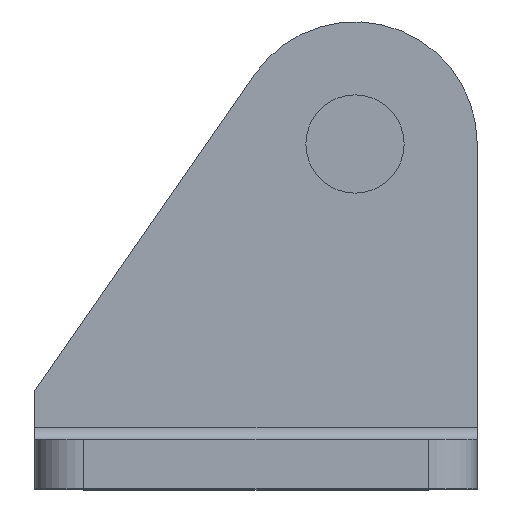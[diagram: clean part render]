
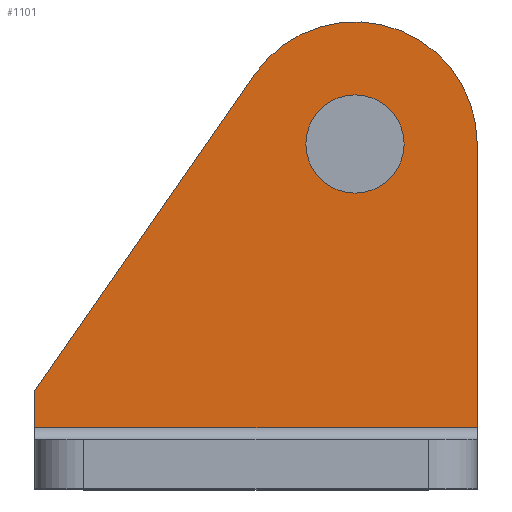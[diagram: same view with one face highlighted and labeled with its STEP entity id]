
A CAD part, top view. The second image highlights one B-rep face of the part: STEP entity #1101.
In plain terms, the highlighted planar face has unit normal (0, 0, 1).
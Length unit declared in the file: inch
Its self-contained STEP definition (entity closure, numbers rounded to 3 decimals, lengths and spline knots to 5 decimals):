
#61 = DIRECTION ( 'NONE',  ( 0., -1., 0. ) ) ;
#112 = CARTESIAN_POINT ( 'NONE',  ( -1.12598, 0.15598, 0.37598 ) ) ;
#155 = CIRCLE ( 'NONE', #486, 0.12402 ) ;
#156 = CIRCLE ( 'NONE', #566, 0.12402 ) ;
#160 = EDGE_CURVE ( 'NONE', #281, #719, #1464, .T. ) ;
#240 = ORIENTED_EDGE ( 'NONE', *, *, #1034, .F. ) ;
#251 = CARTESIAN_POINT ( 'NONE',  ( -0.56646, 1.05541, 0.37598 ) ) ;
#252 = CARTESIAN_POINT ( 'NONE',  ( -0.31102, 0.87795, 0.37598 ) ) ;
#265 = CARTESIAN_POINT ( 'NONE',  ( -0.31102, 0.87795, 0.37598 ) ) ;
#281 = VERTEX_POINT ( 'NONE', #1695 ) ;
#290 = DIRECTION ( 'NONE',  ( -0.571, -0.821, 0. ) ) ;
#292 = DIRECTION ( 'NONE',  ( 0., 0., 1. ) ) ;
#309 = FACE_BOUND ( 'NONE', #1079, .T. ) ;
#347 = ORIENTED_EDGE ( 'NONE', *, *, #160, .T. ) ;
#351 = VECTOR ( 'NONE', #483, 39.37008 ) ;
#366 = EDGE_LOOP ( 'NONE', ( #1226, #1109, #347, #727, #1371 ) ) ;
#399 = DIRECTION ( 'NONE',  ( 1., 0., 0. ) ) ;
#406 = PLANE ( 'NONE',  #931 ) ;
#453 = CIRCLE ( 'NONE', #1319, 0.31102 ) ;
#483 = DIRECTION ( 'NONE',  ( -1., 0., 0. ) ) ;
#486 = AXIS2_PLACEMENT_3D ( 'NONE', #663, #1622, #794 ) ;
#538 = DIRECTION ( 'NONE',  ( 1., 0., 0. ) ) ;
#566 = AXIS2_PLACEMENT_3D ( 'NONE', #1104, #292, #1236 ) ;
#583 = FACE_OUTER_BOUND ( 'NONE', #366, .T. ) ;
#655 = VECTOR ( 'NONE', #61, 39.37008 ) ;
#663 = CARTESIAN_POINT ( 'NONE',  ( -0.31102, 0.87795, 0.37598 ) ) ;
#681 = LINE ( 'NONE', #1375, #1361 ) ;
#719 = VERTEX_POINT ( 'NONE', #1266 ) ;
#727 = ORIENTED_EDGE ( 'NONE', *, *, #1547, .T. ) ;
#736 = EDGE_CURVE ( 'NONE', #1496, #1008, #1714, .T. ) ;
#775 = VECTOR ( 'NONE', #850, 39.37008 ) ;
#794 = DIRECTION ( 'NONE',  ( 1., 0., 0. ) ) ;
#850 = DIRECTION ( 'NONE',  ( 0., 1., 0. ) ) ;
#910 = CARTESIAN_POINT ( 'NONE',  ( -1.12598, 0.25, 0.37598 ) ) ;
#931 = AXIS2_PLACEMENT_3D ( 'NONE', #265, #938, #538 ) ;
#938 = DIRECTION ( 'NONE',  ( 0., 0., 1. ) ) ;
#1004 = CARTESIAN_POINT ( 'NONE',  ( -1.12598, 0.25, 0.37598 ) ) ;
#1008 = VERTEX_POINT ( 'NONE', #112 ) ;
#1025 = VERTEX_POINT ( 'NONE', #251 ) ;
#1034 = EDGE_CURVE ( 'NONE', #1169, #1515, #155, .T. ) ;
#1079 = EDGE_LOOP ( 'NONE', ( #240, #1676 ) ) ;
#1091 = CARTESIAN_POINT ( 'NONE',  ( -0.43504, 0.87795, 0.37598 ) ) ;
#1101 = ADVANCED_FACE ( 'NONE', ( #309, #583 ), #406, .T. ) ;
#1104 = CARTESIAN_POINT ( 'NONE',  ( -0.31102, 0.87795, 0.37598 ) ) ;
#1109 = ORIENTED_EDGE ( 'NONE', *, *, #1376, .F. ) ;
#1169 = VERTEX_POINT ( 'NONE', #1091 ) ;
#1192 = EDGE_CURVE ( 'NONE', #1025, #1496, #681, .T. ) ;
#1199 = DIRECTION ( 'NONE',  ( 0., 0., 1. ) ) ;
#1226 = ORIENTED_EDGE ( 'NONE', *, *, #736, .T. ) ;
#1236 = DIRECTION ( 'NONE',  ( 1., 0., 0. ) ) ;
#1266 = CARTESIAN_POINT ( 'NONE',  ( 0., 0.87795, 0.37598 ) ) ;
#1284 = LINE ( 'NONE', #1290, #351 ) ;
#1290 = CARTESIAN_POINT ( 'NONE',  ( 0., 0.15598, 0.37598 ) ) ;
#1319 = AXIS2_PLACEMENT_3D ( 'NONE', #252, #1199, #399 ) ;
#1361 = VECTOR ( 'NONE', #290, 39.37008 ) ;
#1371 = ORIENTED_EDGE ( 'NONE', *, *, #1192, .T. ) ;
#1375 = CARTESIAN_POINT ( 'NONE',  ( -0.56646, 1.05541, 0.37598 ) ) ;
#1376 = EDGE_CURVE ( 'NONE', #281, #1008, #1284, .T. ) ;
#1464 = LINE ( 'NONE', #1685, #775 ) ;
#1496 = VERTEX_POINT ( 'NONE', #910 ) ;
#1515 = VERTEX_POINT ( 'NONE', #1747 ) ;
#1547 = EDGE_CURVE ( 'NONE', #719, #1025, #453, .T. ) ;
#1622 = DIRECTION ( 'NONE',  ( 0., 0., 1. ) ) ;
#1676 = ORIENTED_EDGE ( 'NONE', *, *, #1700, .F. ) ;
#1685 = CARTESIAN_POINT ( 'NONE',  ( 0., 0., 0.37598 ) ) ;
#1695 = CARTESIAN_POINT ( 'NONE',  ( 0., 0.15598, 0.37598 ) ) ;
#1700 = EDGE_CURVE ( 'NONE', #1515, #1169, #156, .T. ) ;
#1714 = LINE ( 'NONE', #1004, #655 ) ;
#1747 = CARTESIAN_POINT ( 'NONE',  ( -0.18701, 0.87795, 0.37598 ) ) ;
